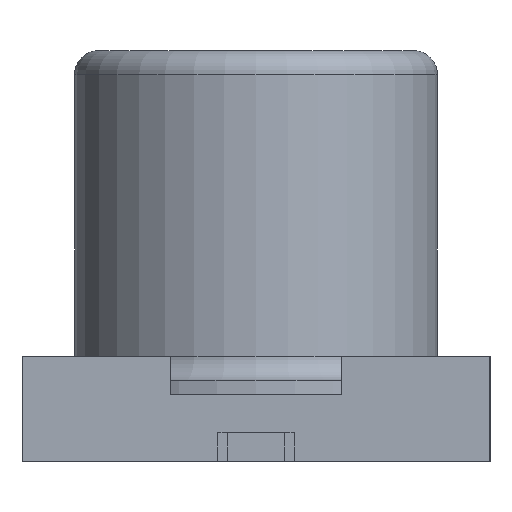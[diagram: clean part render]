
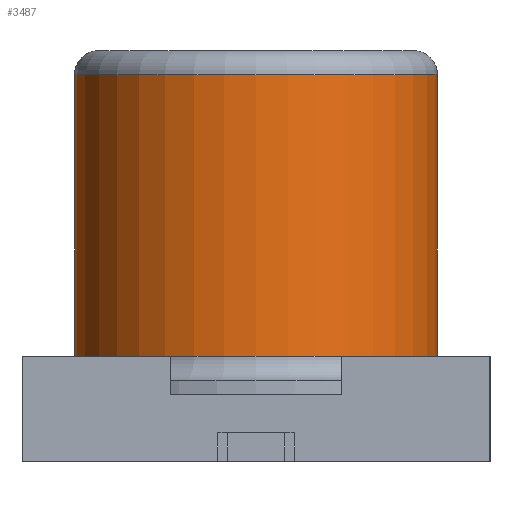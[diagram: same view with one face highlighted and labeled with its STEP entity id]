
A CAD part, left-side view. The second image highlights one B-rep face of the part: STEP entity #3487.
In plain terms, the highlighted cylindrical face has radius 1.9 mm (diameter 3.8 mm), a partial arc.
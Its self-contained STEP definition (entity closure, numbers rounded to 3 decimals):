
#177=CIRCLE('',#3647,1.9);
#178=CIRCLE('',#3648,1.9);
#205=CYLINDRICAL_SURFACE('',#3646,1.9);
#492=ORIENTED_EDGE('',*,*,#1158,.F.);
#493=ORIENTED_EDGE('',*,*,#1159,.T.);
#494=ORIENTED_EDGE('',*,*,#1160,.T.);
#495=ORIENTED_EDGE('',*,*,#1161,.T.);
#1158=EDGE_CURVE('',#1501,#1502,#1715,.T.);
#1159=EDGE_CURVE('',#1501,#1503,#177,.T.);
#1160=EDGE_CURVE('',#1503,#1504,#1716,.T.);
#1161=EDGE_CURVE('',#1504,#1502,#178,.T.);
#1501=VERTEX_POINT('',#4883);
#1502=VERTEX_POINT('',#4884);
#1503=VERTEX_POINT('',#4886);
#1504=VERTEX_POINT('',#4888);
#1715=LINE('',#4882,#1929);
#1716=LINE('',#4887,#1930);
#1929=VECTOR('',#3972,1000.);
#1930=VECTOR('',#3975,1000.);
#2079=EDGE_LOOP('',(#492,#493,#494,#495));
#2236=FACE_BOUND('',#2079,.T.);
#3487=ADVANCED_FACE('',(#2236),#205,.T.);
#3646=AXIS2_PLACEMENT_3D('',#4881,#3970,#3971);
#3647=AXIS2_PLACEMENT_3D('',#4885,#3973,#3974);
#3648=AXIS2_PLACEMENT_3D('',#4889,#3976,#3977);
#3970=DIRECTION('',(0.,0.,1.));
#3971=DIRECTION('',(1.,0.,0.));
#3972=DIRECTION('',(0.,0.,1.));
#3973=DIRECTION('',(0.,0.,1.));
#3974=DIRECTION('',(1.,0.,0.));
#3975=DIRECTION('',(0.,0.,1.));
#3976=DIRECTION('',(0.,0.,-1.));
#3977=DIRECTION('',(-1.,0.,0.));
#4881=CARTESIAN_POINT('',(-3.25,0.,0.85));
#4882=CARTESIAN_POINT('',(-3.25,1.9,0.85));
#4883=CARTESIAN_POINT('',(-3.25,1.9,1.1));
#4884=CARTESIAN_POINT('',(-3.25,1.9,4.05));
#4885=CARTESIAN_POINT('',(-3.25,0.,1.1));
#4886=CARTESIAN_POINT('',(-3.25,-1.9,1.1));
#4887=CARTESIAN_POINT('',(-3.25,-1.9,0.85));
#4888=CARTESIAN_POINT('',(-3.25,-1.9,4.05));
#4889=CARTESIAN_POINT('',(-3.25,0.,4.05));
